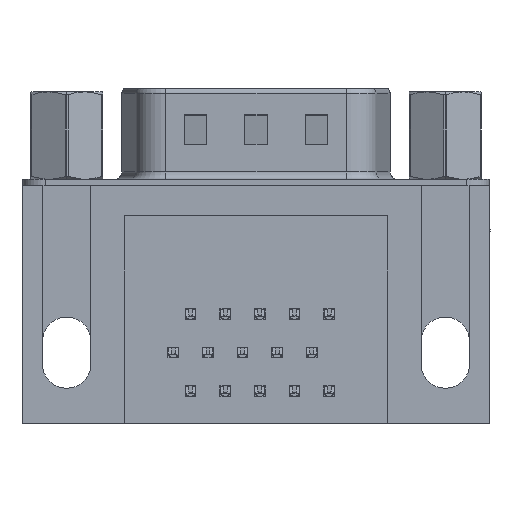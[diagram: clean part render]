
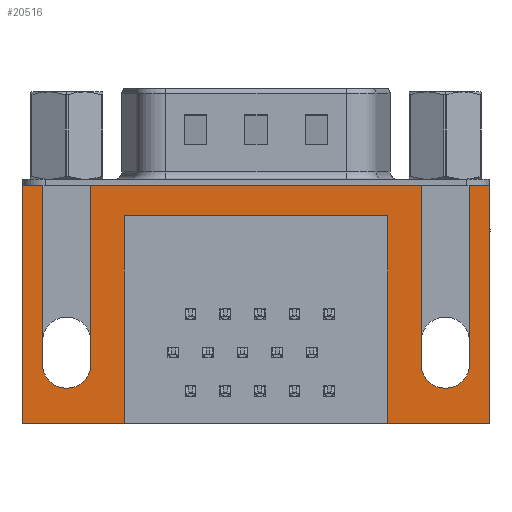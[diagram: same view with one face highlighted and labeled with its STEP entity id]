
A CAD part, front view. The second image highlights one B-rep face of the part: STEP entity #20516.
In plain terms, the highlighted planar face has unit normal (0, -1, 0).
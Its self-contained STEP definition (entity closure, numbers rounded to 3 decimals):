
#106 = AXIS2_PLACEMENT_3D ( 'NONE', #19376, #8245, #21256 ) ;
#181 = CARTESIAN_POINT ( 'NONE',  ( -1.6, -6.275, -11.78 ) ) ;
#533 = VECTOR ( 'NONE', #10822, 1000. ) ;
#948 = ORIENTED_EDGE ( 'NONE', *, *, #6023, .F. ) ;
#1078 = EDGE_CURVE ( 'NONE', #18289, #3574, #7588, .T. ) ;
#1195 = CARTESIAN_POINT ( 'NONE',  ( 27.9, -6.275, -15.7 ) ) ;
#1625 = LINE ( 'NONE', #19198, #15896 ) ;
#1846 = EDGE_CURVE ( 'NONE', #4092, #15027, #3446, .T. ) ;
#2024 = VERTEX_POINT ( 'NONE', #15614 ) ;
#2041 = EDGE_CURVE ( 'NONE', #2024, #20526, #19180, .T. ) ;
#2225 = LINE ( 'NONE', #22996, #21478 ) ;
#2314 = VECTOR ( 'NONE', #19523, 1000. ) ;
#2324 = CARTESIAN_POINT ( 'NONE',  ( 3.79, -6.275, -2. ) ) ;
#2341 = CARTESIAN_POINT ( 'NONE',  ( 1.6, -6.275, 0. ) ) ;
#2591 = VECTOR ( 'NONE', #7020, 1000. ) ;
#2898 = EDGE_CURVE ( 'NONE', #14768, #15091, #8970, .T. ) ;
#2942 = DIRECTION ( 'NONE',  ( 0., 0., -1. ) ) ;
#2977 = EDGE_CURVE ( 'NONE', #18570, #4092, #2225, .T. ) ;
#3064 = CARTESIAN_POINT ( 'NONE',  ( 3.79, -6.275, -15.7 ) ) ;
#3363 = DIRECTION ( 'NONE',  ( 1., 0., 0. ) ) ;
#3446 = CIRCLE ( 'NONE', #6820, 1.6 ) ;
#3574 = VERTEX_POINT ( 'NONE', #2341 ) ;
#3682 = ORIENTED_EDGE ( 'NONE', *, *, #2041, .F. ) ;
#3860 = VECTOR ( 'NONE', #6416, 1000. ) ;
#4002 = ORIENTED_EDGE ( 'NONE', *, *, #11805, .F. ) ;
#4092 = VERTEX_POINT ( 'NONE', #181 ) ;
#4175 = CARTESIAN_POINT ( 'NONE',  ( 27.9, -6.275, 0. ) ) ;
#4325 = ORIENTED_EDGE ( 'NONE', *, *, #1078, .F. ) ;
#4357 = VERTEX_POINT ( 'NONE', #13859 ) ;
#4564 = VECTOR ( 'NONE', #20738, 1000. ) ;
#4846 = EDGE_CURVE ( 'NONE', #10943, #18570, #1625, .T. ) ;
#4894 = ORIENTED_EDGE ( 'NONE', *, *, #7173, .F. ) ;
#5164 = EDGE_CURVE ( 'NONE', #5960, #2024, #6264, .T. ) ;
#5231 = CARTESIAN_POINT ( 'NONE',  ( -2.91, -6.275, 0. ) ) ;
#5504 = EDGE_CURVE ( 'NONE', #15091, #15504, #10953, .T. ) ;
#5555 = AXIS2_PLACEMENT_3D ( 'NONE', #7277, #20284, #9150 ) ;
#5701 = DIRECTION ( 'NONE',  ( 0., -1., 0. ) ) ;
#5879 = CARTESIAN_POINT ( 'NONE',  ( 3.79, -6.275, -2. ) ) ;
#5951 = DIRECTION ( 'NONE',  ( 0., 0., -1. ) ) ;
#5959 = CARTESIAN_POINT ( 'NONE',  ( 24.99, -6.275, -11.78 ) ) ;
#5960 = VERTEX_POINT ( 'NONE', #9613 ) ;
#5966 = CARTESIAN_POINT ( 'NONE',  ( -2.91, -6.275, -15.7 ) ) ;
#5976 = DIRECTION ( 'NONE',  ( -1., 0., 0. ) ) ;
#6023 = EDGE_CURVE ( 'NONE', #12228, #14768, #12084, .T. ) ;
#6264 = LINE ( 'NONE', #14129, #15592 ) ;
#6367 = ORIENTED_EDGE ( 'NONE', *, *, #11687, .F. ) ;
#6416 = DIRECTION ( 'NONE',  ( 0., 0., 1. ) ) ;
#6770 = CIRCLE ( 'NONE', #17327, 1.6 ) ;
#6771 = LINE ( 'NONE', #15051, #11161 ) ;
#6784 = ORIENTED_EDGE ( 'NONE', *, *, #12145, .F. ) ;
#6796 = AXIS2_PLACEMENT_3D ( 'NONE', #16875, #5701, #18745 ) ;
#6820 = AXIS2_PLACEMENT_3D ( 'NONE', #9367, #22386, #11246 ) ;
#7020 = DIRECTION ( 'NONE',  ( 0., 0., 1. ) ) ;
#7173 = EDGE_CURVE ( 'NONE', #11285, #14324, #22530, .T. ) ;
#7277 = CARTESIAN_POINT ( 'NONE',  ( -2.91, -6.275, -2.5 ) ) ;
#7450 = CARTESIAN_POINT ( 'NONE',  ( 26.59, -6.275, -11.78 ) ) ;
#7588 = LINE ( 'NONE', #20031, #2591 ) ;
#7644 = FACE_OUTER_BOUND ( 'NONE', #19154, .T. ) ;
#7874 = DIRECTION ( 'NONE',  ( 0., 0., 1. ) ) ;
#8245 = DIRECTION ( 'NONE',  ( 0., -1., 0. ) ) ;
#8970 = LINE ( 'NONE', #5879, #23228 ) ;
#9150 = DIRECTION ( 'NONE',  ( 0., 0., -1. ) ) ;
#9367 = CARTESIAN_POINT ( 'NONE',  ( 0., -6.275, -11.78 ) ) ;
#9562 = LINE ( 'NONE', #13261, #4564 ) ;
#9596 = EDGE_CURVE ( 'NONE', #3574, #5960, #6771, .T. ) ;
#9613 = CARTESIAN_POINT ( 'NONE',  ( 23.39, -6.275, 0. ) ) ;
#9967 = DIRECTION ( 'NONE',  ( 1., 0., 0. ) ) ;
#10024 = ORIENTED_EDGE ( 'NONE', *, *, #19802, .F. ) ;
#10046 = CARTESIAN_POINT ( 'NONE',  ( 1.6, -6.275, -11.78 ) ) ;
#10337 = ORIENTED_EDGE ( 'NONE', *, *, #1846, .F. ) ;
#10364 = VECTOR ( 'NONE', #21350, 1000. ) ;
#10822 = DIRECTION ( 'NONE',  ( 0., 0., 1. ) ) ;
#10943 = VERTEX_POINT ( 'NONE', #14164 ) ;
#10953 = LINE ( 'NONE', #12066, #10364 ) ;
#11161 = VECTOR ( 'NONE', #9967, 1000. ) ;
#11246 = DIRECTION ( 'NONE',  ( 0., 0., -1. ) ) ;
#11285 = VERTEX_POINT ( 'NONE', #7450 ) ;
#11687 = EDGE_CURVE ( 'NONE', #18925, #4357, #22702, .T. ) ;
#11805 = EDGE_CURVE ( 'NONE', #15504, #10943, #15397, .T. ) ;
#11844 = DIRECTION ( 'NONE',  ( 0., 0., -1. ) ) ;
#11977 = DIRECTION ( 'NONE',  ( -1., 0., 0. ) ) ;
#12059 = CARTESIAN_POINT ( 'NONE',  ( 27.9, -6.275, -15.7 ) ) ;
#12066 = CARTESIAN_POINT ( 'NONE',  ( 27.9, -6.275, -15.7 ) ) ;
#12084 = LINE ( 'NONE', #2324, #22570 ) ;
#12145 = EDGE_CURVE ( 'NONE', #20526, #11285, #6770, .T. ) ;
#12166 = VERTEX_POINT ( 'NONE', #4175 ) ;
#12228 = VERTEX_POINT ( 'NONE', #21043 ) ;
#12375 = ORIENTED_EDGE ( 'NONE', *, *, #15420, .F. ) ;
#12713 = ORIENTED_EDGE ( 'NONE', *, *, #22954, .F. ) ;
#12741 = ORIENTED_EDGE ( 'NONE', *, *, #2898, .F. ) ;
#13261 = CARTESIAN_POINT ( 'NONE',  ( 21.2, -6.275, -2. ) ) ;
#13859 = CARTESIAN_POINT ( 'NONE',  ( 21.2, -6.275, -15.7 ) ) ;
#13912 = VECTOR ( 'NONE', #3363, 1000. ) ;
#14129 = CARTESIAN_POINT ( 'NONE',  ( 23.39, -6.275, 0. ) ) ;
#14164 = CARTESIAN_POINT ( 'NONE',  ( -2.91, -6.275, 0. ) ) ;
#14324 = VERTEX_POINT ( 'NONE', #20887 ) ;
#14555 = CARTESIAN_POINT ( 'NONE',  ( -2.91, -6.275, -2.5 ) ) ;
#14694 = ORIENTED_EDGE ( 'NONE', *, *, #5164, .F. ) ;
#14768 = VERTEX_POINT ( 'NONE', #18673 ) ;
#15027 = VERTEX_POINT ( 'NONE', #17597 ) ;
#15051 = CARTESIAN_POINT ( 'NONE',  ( -2.91, -6.275, 0. ) ) ;
#15091 = VERTEX_POINT ( 'NONE', #3064 ) ;
#15397 = LINE ( 'NONE', #14555, #533 ) ;
#15420 = EDGE_CURVE ( 'NONE', #4357, #12228, #9562, .T. ) ;
#15504 = VERTEX_POINT ( 'NONE', #5966 ) ;
#15592 = VECTOR ( 'NONE', #2942, 1000. ) ;
#15614 = CARTESIAN_POINT ( 'NONE',  ( 23.39, -6.275, -11.78 ) ) ;
#15658 = ORIENTED_EDGE ( 'NONE', *, *, #4846, .F. ) ;
#15775 = ORIENTED_EDGE ( 'NONE', *, *, #5504, .F. ) ;
#15896 = VECTOR ( 'NONE', #17322, 1000. ) ;
#16211 = CARTESIAN_POINT ( 'NONE',  ( -1.6, -6.275, 0. ) ) ;
#16875 = CARTESIAN_POINT ( 'NONE',  ( 0., -6.275, -11.78 ) ) ;
#17188 = LINE ( 'NONE', #17642, #2314 ) ;
#17322 = DIRECTION ( 'NONE',  ( 1., 0., 0. ) ) ;
#17327 = AXIS2_PLACEMENT_3D ( 'NONE', #5959, #19012, #7874 ) ;
#17597 = CARTESIAN_POINT ( 'NONE',  ( 0., -6.275, -13.38 ) ) ;
#17642 = CARTESIAN_POINT ( 'NONE',  ( 27.9, -6.275, -2.5 ) ) ;
#18289 = VERTEX_POINT ( 'NONE', #10046 ) ;
#18412 = PLANE ( 'NONE',  #5555 ) ;
#18570 = VERTEX_POINT ( 'NONE', #16211 ) ;
#18673 = CARTESIAN_POINT ( 'NONE',  ( 3.79, -6.275, -2. ) ) ;
#18745 = DIRECTION ( 'NONE',  ( 0., 0., -1. ) ) ;
#18861 = LINE ( 'NONE', #5231, #13912 ) ;
#18925 = VERTEX_POINT ( 'NONE', #1195 ) ;
#19012 = DIRECTION ( 'NONE',  ( 0., -1., 0. ) ) ;
#19154 = EDGE_LOOP ( 'NONE', ( #4894, #6784, #3682, #14694, #22575, #4325, #12713, #10337, #23021, #15658, #4002, #15775, #12741, #948, #12375, #6367, #21733, #10024 ) ) ;
#19180 = CIRCLE ( 'NONE', #106, 1.6 ) ;
#19198 = CARTESIAN_POINT ( 'NONE',  ( -2.91, -6.275, 0. ) ) ;
#19376 = CARTESIAN_POINT ( 'NONE',  ( 24.99, -6.275, -11.78 ) ) ;
#19523 = DIRECTION ( 'NONE',  ( 0., 0., 1. ) ) ;
#19802 = EDGE_CURVE ( 'NONE', #14324, #12166, #18861, .T. ) ;
#20031 = CARTESIAN_POINT ( 'NONE',  ( 1.6, -6.275, 0. ) ) ;
#20284 = DIRECTION ( 'NONE',  ( 0., -1., 0. ) ) ;
#20516 = ADVANCED_FACE ( 'NONE', ( #7644 ), #18412, .T. ) ;
#20526 = VERTEX_POINT ( 'NONE', #24034 ) ;
#20738 = DIRECTION ( 'NONE',  ( 0., 0., 1. ) ) ;
#20887 = CARTESIAN_POINT ( 'NONE',  ( 26.59, -6.275, 0. ) ) ;
#21043 = CARTESIAN_POINT ( 'NONE',  ( 21.2, -6.275, -2. ) ) ;
#21255 = CARTESIAN_POINT ( 'NONE',  ( 26.59, -6.275, 0. ) ) ;
#21256 = DIRECTION ( 'NONE',  ( 0., 0., 1. ) ) ;
#21350 = DIRECTION ( 'NONE',  ( -1., 0., 0. ) ) ;
#21478 = VECTOR ( 'NONE', #11844, 1000. ) ;
#21733 = ORIENTED_EDGE ( 'NONE', *, *, #21899, .T. ) ;
#21899 = EDGE_CURVE ( 'NONE', #18925, #12166, #17188, .T. ) ;
#22386 = DIRECTION ( 'NONE',  ( 0., -1., 0. ) ) ;
#22530 = LINE ( 'NONE', #21255, #3860 ) ;
#22570 = VECTOR ( 'NONE', #5976, 1000. ) ;
#22575 = ORIENTED_EDGE ( 'NONE', *, *, #9596, .F. ) ;
#22702 = LINE ( 'NONE', #12059, #23292 ) ;
#22954 = EDGE_CURVE ( 'NONE', #15027, #18289, #23867, .T. ) ;
#22996 = CARTESIAN_POINT ( 'NONE',  ( -1.6, -6.275, 0. ) ) ;
#23021 = ORIENTED_EDGE ( 'NONE', *, *, #2977, .F. ) ;
#23228 = VECTOR ( 'NONE', #5951, 1000. ) ;
#23292 = VECTOR ( 'NONE', #11977, 1000. ) ;
#23867 = CIRCLE ( 'NONE', #6796, 1.6 ) ;
#24034 = CARTESIAN_POINT ( 'NONE',  ( 24.99, -6.275, -13.38 ) ) ;
